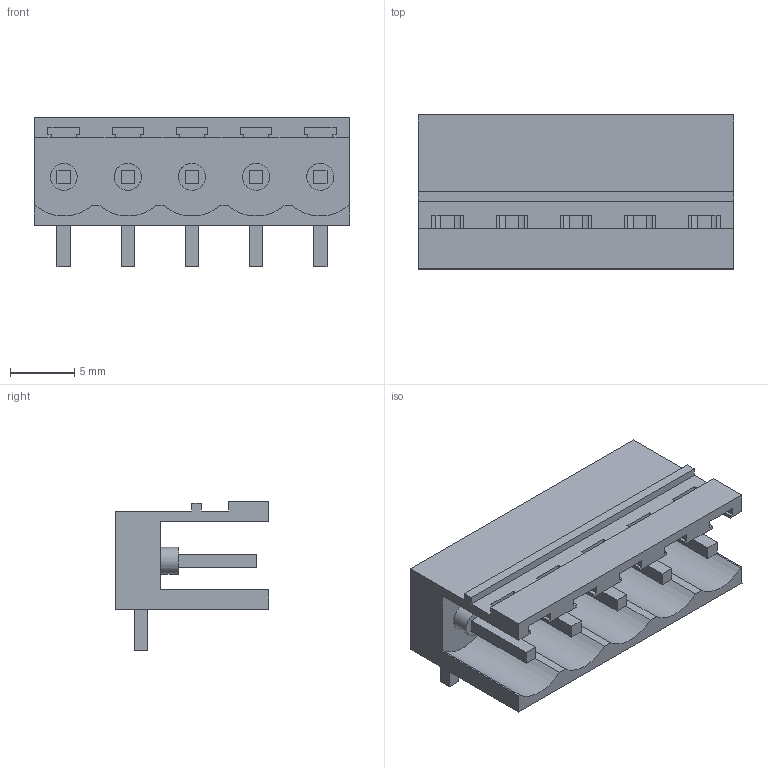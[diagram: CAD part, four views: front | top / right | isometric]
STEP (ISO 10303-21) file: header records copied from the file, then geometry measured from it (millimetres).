
FILE_DESCRIPTION(('CATIA V5 STEP Exchange','CAx-IF Rec.Pracs.--- Model Styling and Organization---1.4--- 2014-01-23'),'2;1');
FILE_NAME ('D1457079_1_1839920000_1839920000.stp','2022-05-17T09:55:04+00:00',('none'),('Weidmueller'),'CATIA Version 5-6 Release 2016 SP3 HF44','CATIA V5 STEP AP214','none');
FILE_SCHEMA(('AUTOMOTIVE_DESIGN { 1 0 10303 214 1 1 1 1 }'));
Length unit declared in the file: millimetre
Products named in the file (1): 1839920000
Bounding box: 24.6 x 12 x 11.63 mm (x, y, z)
Volume: 1130.2 mm3; surface area: 2136.8 mm2
Topology: 6 solids, 6 shells, 148 faces, 430 edges, 284 vertices
Faces by surface type: plane 133, cylinder 15
Entity records: 4925 total; most frequent: CARTESIAN_POINT 1059, ORIENTED_EDGE 860, DIRECTION 674, EDGE_CURVE 430, VECTOR 400, LINE 400, VERTEX_POINT 284, EDGE_LOOP 158
